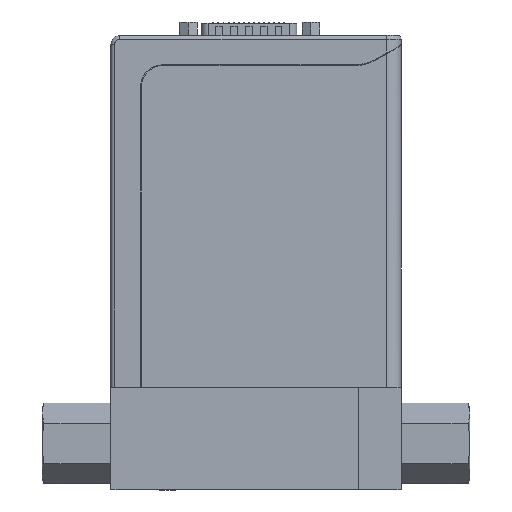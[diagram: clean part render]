
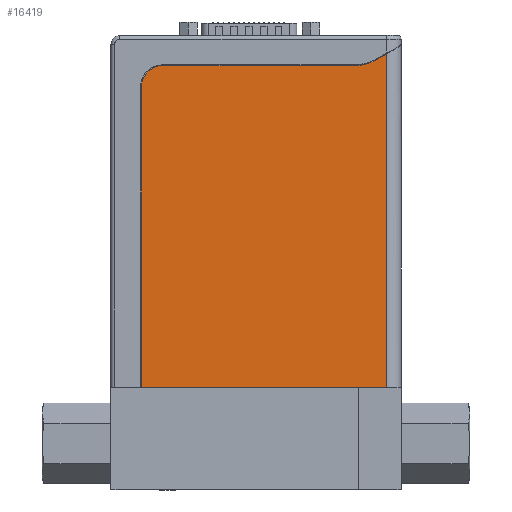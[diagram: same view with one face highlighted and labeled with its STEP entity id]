
A CAD part, left-side view. The second image highlights one B-rep face of the part: STEP entity #16419.
In plain terms, the highlighted planar face has unit normal (-1, 0, 0).
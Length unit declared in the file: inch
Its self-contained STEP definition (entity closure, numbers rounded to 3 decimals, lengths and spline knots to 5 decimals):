
#437 = ORIENTED_EDGE ( 'NONE', *, *, #6647, .T. ) ;
#853 = VECTOR ( 'NONE', #13175, 39.37008 ) ;
#1473 = LINE ( 'NONE', #19024, #9258 ) ;
#1480 = EDGE_CURVE ( 'NONE', #7733, #17837, #1473, .T. ) ;
#1535 = DIRECTION ( 'NONE',  ( 0., 0., 1. ) ) ;
#1659 = EDGE_CURVE ( 'NONE', #17837, #5883, #15552, .T. ) ;
#1727 = EDGE_CURVE ( 'NONE', #5883, #15550, #17965, .T. ) ;
#1764 = EDGE_CURVE ( 'NONE', #15550, #2477, #17078, .T. ) ;
#1792 = EDGE_CURVE ( 'NONE', #2477, #11059, #5140, .T. ) ;
#2088 = DIRECTION ( 'NONE',  ( 1., 0., 0. ) ) ;
#2448 = VECTOR ( 'NONE', #3862, 39.37008 ) ;
#2477 = VERTEX_POINT ( 'NONE', #8460 ) ;
#2899 = EDGE_LOOP ( 'NONE', ( #11324, #10333, #9475, #8072, #17653, #7046, #437 ) ) ;
#3862 = DIRECTION ( 'NONE',  ( 0., -1., 0. ) ) ;
#4056 = DIRECTION ( 'NONE',  ( -1., 0., 0. ) ) ;
#4354 = CARTESIAN_POINT ( 'NONE',  ( -1.12106, -0.45276, 1.10236 ) ) ;
#5036 = LINE ( 'NONE', #4354, #853 ) ;
#5140 = LINE ( 'NONE', #8838, #12514 ) ;
#5144 = VECTOR ( 'NONE', #8587, 39.37008 ) ;
#5234 = EDGE_CURVE ( 'NONE', #11059, #17599, #12935, .T. ) ;
#5883 = VERTEX_POINT ( 'NONE', #10770 ) ;
#6445 = CARTESIAN_POINT ( 'NONE',  ( -1.12106, 2.33071, 1.10236 ) ) ;
#6647 = EDGE_CURVE ( 'NONE', #7733, #17599, #5036, .T. ) ;
#7046 = ORIENTED_EDGE ( 'NONE', *, *, #1480, .F. ) ;
#7362 = DIRECTION ( 'NONE',  ( 0., -0.866, 0.5 ) ) ;
#7733 = VERTEX_POINT ( 'NONE', #6445 ) ;
#8072 = ORIENTED_EDGE ( 'NONE', *, *, #1727, .F. ) ;
#8460 = CARTESIAN_POINT ( 'NONE',  ( -1.12106, -0.19127, 4.61448 ) ) ;
#8587 = DIRECTION ( 'NONE',  ( 0., 0., -1. ) ) ;
#8838 = CARTESIAN_POINT ( 'NONE',  ( -1.12106, -0.19127, 4.61448 ) ) ;
#9092 = PLANE ( 'NONE',  #9536 ) ;
#9258 = VECTOR ( 'NONE', #1535, 39.37008 ) ;
#9475 = ORIENTED_EDGE ( 'NONE', *, *, #1764, .F. ) ;
#9536 = AXIS2_PLACEMENT_3D ( 'NONE', #10435, #18828, #10496 ) ;
#10333 = ORIENTED_EDGE ( 'NONE', *, *, #1792, .F. ) ;
#10435 = CARTESIAN_POINT ( 'NONE',  ( -1.12106, 2.10236, 4.32283 ) ) ;
#10496 = DIRECTION ( 'NONE',  ( 0., 0., -1. ) ) ;
#10770 = CARTESIAN_POINT ( 'NONE',  ( -1.12106, 2.10236, 4.55118 ) ) ;
#11059 = VERTEX_POINT ( 'NONE', #18308 ) ;
#11196 = CARTESIAN_POINT ( 'NONE',  ( -1.12106, 2.10236, 4.32283 ) ) ;
#11324 = ORIENTED_EDGE ( 'NONE', *, *, #5234, .F. ) ;
#12514 = VECTOR ( 'NONE', #7362, 39.37008 ) ;
#12566 = DIRECTION ( 'NONE',  ( 0., 0., 1. ) ) ;
#12593 = CARTESIAN_POINT ( 'NONE',  ( -1.12106, 2.33071, 4.32283 ) ) ;
#12710 = CARTESIAN_POINT ( 'NONE',  ( -1.12106, -0.29528, 4.76544 ) ) ;
#12902 = CARTESIAN_POINT ( 'NONE',  ( -1.12106, 0.04495, 5.02362 ) ) ;
#12935 = LINE ( 'NONE', #12710, #5144 ) ;
#13175 = DIRECTION ( 'NONE',  ( 0., -1., 0. ) ) ;
#13419 = FACE_OUTER_BOUND ( 'NONE', #2899, .T. ) ;
#13641 = CARTESIAN_POINT ( 'NONE',  ( -1.12106, -0.29528, 1.10236 ) ) ;
#14311 = DIRECTION ( 'NONE',  ( 0., 0., 1. ) ) ;
#15550 = VERTEX_POINT ( 'NONE', #17207 ) ;
#15552 = CIRCLE ( 'NONE', #16622, 0.22835 ) ;
#16380 = AXIS2_PLACEMENT_3D ( 'NONE', #12902, #4056, #14311 ) ;
#16419 = ADVANCED_FACE ( 'NONE', ( #13419 ), #9092, .F. ) ;
#16622 = AXIS2_PLACEMENT_3D ( 'NONE', #11196, #2088, #12566 ) ;
#17078 = CIRCLE ( 'NONE', #16380, 0.47244 ) ;
#17207 = CARTESIAN_POINT ( 'NONE',  ( -1.12106, 0.04495, 4.55118 ) ) ;
#17599 = VERTEX_POINT ( 'NONE', #13641 ) ;
#17653 = ORIENTED_EDGE ( 'NONE', *, *, #1659, .F. ) ;
#17837 = VERTEX_POINT ( 'NONE', #12593 ) ;
#17965 = LINE ( 'NONE', #18286, #2448 ) ;
#18286 = CARTESIAN_POINT ( 'NONE',  ( -1.12106, 2.10236, 4.55118 ) ) ;
#18308 = CARTESIAN_POINT ( 'NONE',  ( -1.12106, -0.29528, 4.67452 ) ) ;
#18828 = DIRECTION ( 'NONE',  ( 1., 0., 0. ) ) ;
#19024 = CARTESIAN_POINT ( 'NONE',  ( -1.12106, 2.33071, 4.32283 ) ) ;
